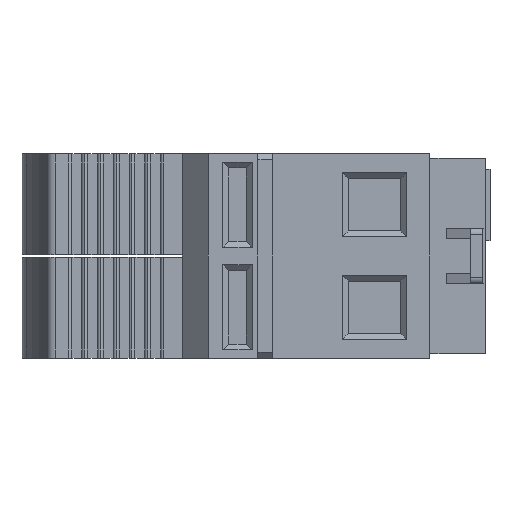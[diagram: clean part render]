
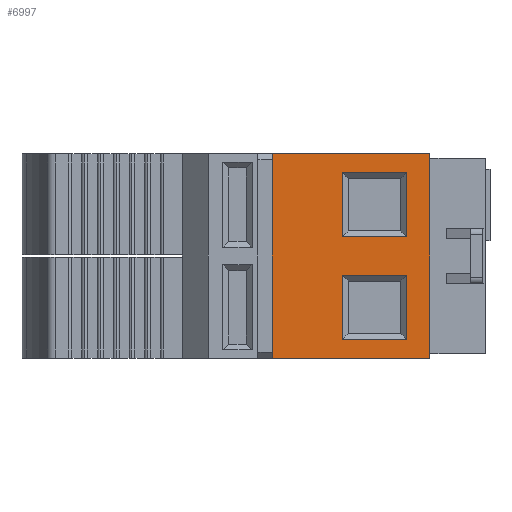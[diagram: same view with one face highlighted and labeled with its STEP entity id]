
A CAD part, left-side view. The second image highlights one B-rep face of the part: STEP entity #6997.
In plain terms, the highlighted planar face has unit normal (-1, 0, 0).
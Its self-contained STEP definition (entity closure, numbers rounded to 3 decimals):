
#347 = VECTOR ( 'NONE', #2370, 1000. ) ;
#432 = ORIENTED_EDGE ( 'NONE', *, *, #9060, .T. ) ;
#456 = CARTESIAN_POINT ( 'NONE',  ( -46.5, -7.72, 35. ) ) ;
#711 = DIRECTION ( 'NONE',  ( 0., 0., 1. ) ) ;
#771 = DIRECTION ( 'NONE',  ( 0., -1., 0. ) ) ;
#780 = ORIENTED_EDGE ( 'NONE', *, *, #16333, .T. ) ;
#1089 = DIRECTION ( 'NONE',  ( -1., 0., 0. ) ) ;
#1181 = AXIS2_PLACEMENT_3D ( 'NONE', #7403, #1089, #15774 ) ;
#1419 = EDGE_LOOP ( 'NONE', ( #16193, #7821, #780, #19546 ) ) ;
#1788 = ORIENTED_EDGE ( 'NONE', *, *, #7158, .T. ) ;
#1912 = VECTOR ( 'NONE', #771, 1000. ) ;
#2263 = VECTOR ( 'NONE', #7162, 1000. ) ;
#2370 = DIRECTION ( 'NONE',  ( 0., 0., -1. ) ) ;
#2591 = CARTESIAN_POINT ( 'NONE',  ( -46.5, -3.25, 0. ) ) ;
#2779 = ORIENTED_EDGE ( 'NONE', *, *, #8299, .T. ) ;
#2822 = LINE ( 'NONE', #7952, #7728 ) ;
#3129 = LINE ( 'NONE', #2591, #347 ) ;
#3281 = CARTESIAN_POINT ( 'NONE',  ( -46.5, -15.25, 20.8 ) ) ;
#4185 = DIRECTION ( 'NONE',  ( 0., 0., -1. ) ) ;
#4325 = EDGE_CURVE ( 'NONE', #9860, #10403, #2822, .T. ) ;
#4529 = ORIENTED_EDGE ( 'NONE', *, *, #15056, .T. ) ;
#4604 = VERTEX_POINT ( 'NONE', #10544 ) ;
#4709 = VECTOR ( 'NONE', #16751, 1000. ) ;
#4714 = EDGE_CURVE ( 'NONE', #8372, #14137, #12519, .T. ) ;
#4955 = LINE ( 'NONE', #18738, #6989 ) ;
#4972 = VECTOR ( 'NONE', #19392, 1000. ) ;
#4995 = EDGE_LOOP ( 'NONE', ( #2779, #1788, #4529, #7649 ) ) ;
#5290 = VECTOR ( 'NONE', #4185, 1000. ) ;
#5347 = CARTESIAN_POINT ( 'NONE',  ( -46.5, -30.25, 0. ) ) ;
#5618 = LINE ( 'NONE', #16955, #2263 ) ;
#5775 = LINE ( 'NONE', #12108, #5290 ) ;
#6012 = VERTEX_POINT ( 'NONE', #14015 ) ;
#6265 = CARTESIAN_POINT ( 'NONE',  ( -46.5, -26.25, 3.2 ) ) ;
#6989 = VECTOR ( 'NONE', #711, 1000. ) ;
#6997 = ADVANCED_FACE ( 'NONE', ( #19798, #11196, #9156 ), #15841, .T. ) ;
#7158 = EDGE_CURVE ( 'NONE', #4604, #8172, #14470, .T. ) ;
#7162 = DIRECTION ( 'NONE',  ( 0., 0., -1. ) ) ;
#7262 = LINE ( 'NONE', #19305, #18222 ) ;
#7403 = CARTESIAN_POINT ( 'NONE',  ( -46.5, -3.25, 0. ) ) ;
#7649 = ORIENTED_EDGE ( 'NONE', *, *, #4714, .T. ) ;
#7728 = VECTOR ( 'NONE', #20699, 1000. ) ;
#7771 = DIRECTION ( 'NONE',  ( 0., 1., 0. ) ) ;
#7821 = ORIENTED_EDGE ( 'NONE', *, *, #4325, .T. ) ;
#7952 = CARTESIAN_POINT ( 'NONE',  ( -46.5, -3.25, 3.2 ) ) ;
#8172 = VERTEX_POINT ( 'NONE', #3281 ) ;
#8299 = EDGE_CURVE ( 'NONE', #14137, #4604, #5775, .T. ) ;
#8372 = VERTEX_POINT ( 'NONE', #15471 ) ;
#9060 = EDGE_CURVE ( 'NONE', #15610, #17008, #12395, .T. ) ;
#9156 = FACE_BOUND ( 'NONE', #4995, .T. ) ;
#9405 = ORIENTED_EDGE ( 'NONE', *, *, #12518, .F. ) ;
#9860 = VERTEX_POINT ( 'NONE', #6265 ) ;
#10307 = DIRECTION ( 'NONE',  ( 0., -1., 0. ) ) ;
#10403 = VERTEX_POINT ( 'NONE', #18275 ) ;
#10544 = CARTESIAN_POINT ( 'NONE',  ( -46.5, -26.25, 20.8 ) ) ;
#10892 = VERTEX_POINT ( 'NONE', #15627 ) ;
#11115 = CARTESIAN_POINT ( 'NONE',  ( -46.5, -3.25, 31.8 ) ) ;
#11196 = FACE_BOUND ( 'NONE', #1419, .T. ) ;
#11229 = DIRECTION ( 'NONE',  ( 0., 0., 1. ) ) ;
#11454 = CARTESIAN_POINT ( 'NONE',  ( -46.5, -3.25, 14.2 ) ) ;
#12108 = CARTESIAN_POINT ( 'NONE',  ( -46.5, -26.25, 0. ) ) ;
#12272 = CARTESIAN_POINT ( 'NONE',  ( -46.5, -26.25, 31.8 ) ) ;
#12395 = LINE ( 'NONE', #14973, #1912 ) ;
#12518 = EDGE_CURVE ( 'NONE', #6012, #17008, #5618, .T. ) ;
#12519 = LINE ( 'NONE', #11115, #16080 ) ;
#12989 = CARTESIAN_POINT ( 'NONE',  ( -46.5, -26.25, 0. ) ) ;
#12993 = CARTESIAN_POINT ( 'NONE',  ( -46.5, -15.25, 14.2 ) ) ;
#13316 = EDGE_CURVE ( 'NONE', #20121, #6012, #20830, .T. ) ;
#13475 = VECTOR ( 'NONE', #7771, 1000. ) ;
#14015 = CARTESIAN_POINT ( 'NONE',  ( -46.5, -30.25, 35. ) ) ;
#14137 = VERTEX_POINT ( 'NONE', #12272 ) ;
#14156 = ORIENTED_EDGE ( 'NONE', *, *, #15341, .T. ) ;
#14368 = LINE ( 'NONE', #11454, #4972 ) ;
#14470 = LINE ( 'NONE', #19196, #13475 ) ;
#14973 = CARTESIAN_POINT ( 'NONE',  ( -46.5, -7.72, 0. ) ) ;
#15052 = VERTEX_POINT ( 'NONE', #12993 ) ;
#15056 = EDGE_CURVE ( 'NONE', #8172, #8372, #7262, .T. ) ;
#15341 = EDGE_CURVE ( 'NONE', #20121, #15610, #3129, .T. ) ;
#15471 = CARTESIAN_POINT ( 'NONE',  ( -46.5, -15.25, 31.8 ) ) ;
#15474 = VECTOR ( 'NONE', #10307, 1000. ) ;
#15610 = VERTEX_POINT ( 'NONE', #19382 ) ;
#15627 = CARTESIAN_POINT ( 'NONE',  ( -46.5, -26.25, 14.2 ) ) ;
#15774 = DIRECTION ( 'NONE',  ( 0., -1., 0. ) ) ;
#15841 = PLANE ( 'NONE',  #1181 ) ;
#15984 = EDGE_LOOP ( 'NONE', ( #15997, #14156, #432, #9405 ) ) ;
#15993 = EDGE_CURVE ( 'NONE', #15052, #10892, #14368, .T. ) ;
#15997 = ORIENTED_EDGE ( 'NONE', *, *, #13316, .F. ) ;
#16080 = VECTOR ( 'NONE', #19264, 1000. ) ;
#16193 = ORIENTED_EDGE ( 'NONE', *, *, #19465, .T. ) ;
#16333 = EDGE_CURVE ( 'NONE', #10403, #15052, #4955, .T. ) ;
#16751 = DIRECTION ( 'NONE',  ( 0., 0., -1. ) ) ;
#16955 = CARTESIAN_POINT ( 'NONE',  ( -46.5, -30.25, 0. ) ) ;
#17008 = VERTEX_POINT ( 'NONE', #5347 ) ;
#17131 = LINE ( 'NONE', #12989, #4709 ) ;
#18222 = VECTOR ( 'NONE', #11229, 1000. ) ;
#18275 = CARTESIAN_POINT ( 'NONE',  ( -46.5, -15.25, 3.2 ) ) ;
#18738 = CARTESIAN_POINT ( 'NONE',  ( -46.5, -15.25, 0. ) ) ;
#19196 = CARTESIAN_POINT ( 'NONE',  ( -46.5, -3.25, 20.8 ) ) ;
#19264 = DIRECTION ( 'NONE',  ( 0., -1., 0. ) ) ;
#19305 = CARTESIAN_POINT ( 'NONE',  ( -46.5, -15.25, 0. ) ) ;
#19382 = CARTESIAN_POINT ( 'NONE',  ( -46.5, -3.25, 0. ) ) ;
#19392 = DIRECTION ( 'NONE',  ( 0., -1., 0. ) ) ;
#19465 = EDGE_CURVE ( 'NONE', #10892, #9860, #17131, .T. ) ;
#19546 = ORIENTED_EDGE ( 'NONE', *, *, #15993, .T. ) ;
#19798 = FACE_OUTER_BOUND ( 'NONE', #15984, .T. ) ;
#20032 = CARTESIAN_POINT ( 'NONE',  ( -46.5, -3.25, 35. ) ) ;
#20121 = VERTEX_POINT ( 'NONE', #20032 ) ;
#20699 = DIRECTION ( 'NONE',  ( 0., 1., 0. ) ) ;
#20830 = LINE ( 'NONE', #456, #15474 ) ;
